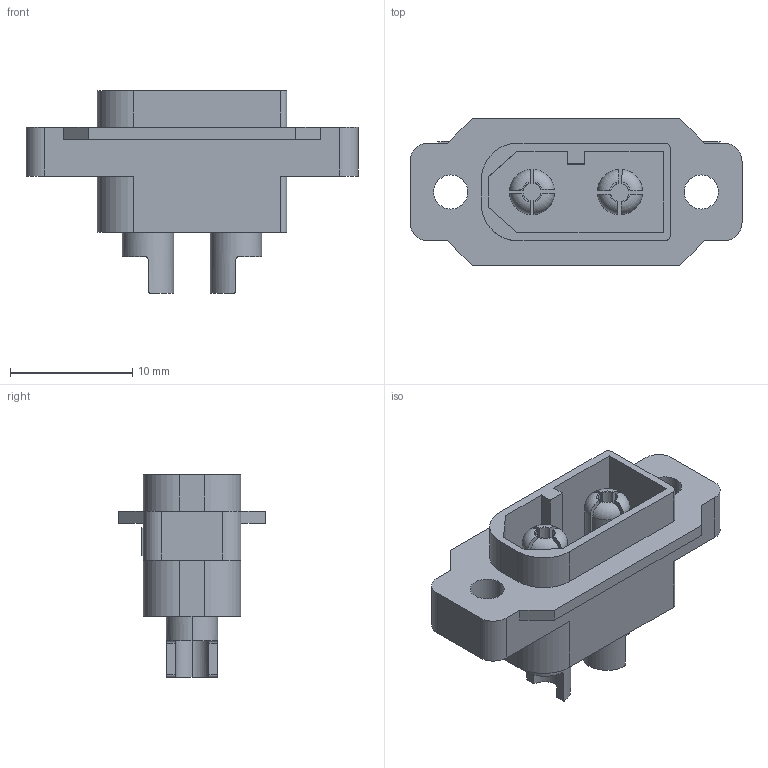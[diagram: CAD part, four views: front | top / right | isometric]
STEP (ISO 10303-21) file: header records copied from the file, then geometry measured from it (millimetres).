
FILE_DESCRIPTION (( 'STEP AP214' ), '1' );
FILE_NAME ('XT60E-M.STEP', '2022-05-16T10:52:00', ( '' ), ( '' ), 'SwSTEP 2.0', 'SolidWorks 2020', '' );
FILE_SCHEMA (( 'AUTOMOTIVE_DESIGN' ));
Length unit declared in the file: millimetre
Products named in the file (1): XT60E-M
Bounding box: 27.18 x 12 x 16.6 mm (x, y, z)
Volume: 1063.8 mm3; surface area: 2236 mm2
Topology: 1 solids, 1 shells, 165 faces, 440 edges, 290 vertices
Faces by surface type: plane 103, cylinder 50, torus 8, cone 4
Entity records: 6128 total; most frequent: CARTESIAN_POINT 1112, ORIENTED_EDGE 872, DIRECTION 836, EDGE_CURVE 436, VECTOR 304, LINE 304, VERTEX_POINT 290, AXIS2_PLACEMENT_3D 266
